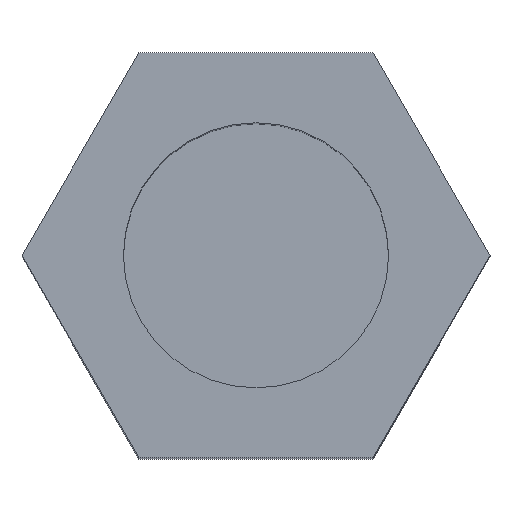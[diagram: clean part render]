
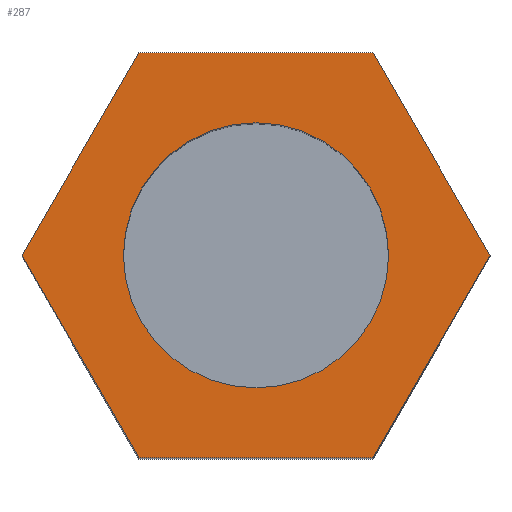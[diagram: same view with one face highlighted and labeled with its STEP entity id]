
A CAD part, top view. The second image highlights one B-rep face of the part: STEP entity #287.
In plain terms, the highlighted planar face has unit normal (0, 0, 1).
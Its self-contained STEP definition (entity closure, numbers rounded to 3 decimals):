
#148 = VERTEX_POINT('',#149);
#149 = CARTESIAN_POINT('',(1.413,2.447,10.));
#155 = EDGE_CURVE('',#148,#156,#158,.T.);
#156 = VERTEX_POINT('',#157);
#157 = CARTESIAN_POINT('',(-1.413,2.447,10.));
#158 = LINE('',#159,#160);
#159 = CARTESIAN_POINT('',(1.413,2.447,10.));
#160 = VECTOR('',#161,1.);
#161 = DIRECTION('',(-1.,0.,0.));
#179 = VERTEX_POINT('',#180);
#180 = CARTESIAN_POINT('',(2.825,0.,10.));
#186 = EDGE_CURVE('',#179,#148,#187,.T.);
#187 = LINE('',#188,#189);
#188 = CARTESIAN_POINT('',(2.825,0.,10.));
#189 = VECTOR('',#190,1.);
#190 = DIRECTION('',(-0.5,0.866,0.));
#203 = EDGE_CURVE('',#156,#204,#206,.T.);
#204 = VERTEX_POINT('',#205);
#205 = CARTESIAN_POINT('',(-2.825,0.,10.));
#206 = LINE('',#207,#208);
#207 = CARTESIAN_POINT('',(-1.413,2.447,10.));
#208 = VECTOR('',#209,1.);
#209 = DIRECTION('',(-0.5,-0.866,0.));
#227 = VERTEX_POINT('',#228);
#228 = CARTESIAN_POINT('',(1.413,-2.447,10.));
#234 = EDGE_CURVE('',#227,#179,#235,.T.);
#235 = LINE('',#236,#237);
#236 = CARTESIAN_POINT('',(1.413,-2.447,10.));
#237 = VECTOR('',#238,1.);
#238 = DIRECTION('',(0.5,0.866,0.));
#251 = EDGE_CURVE('',#204,#252,#254,.T.);
#252 = VERTEX_POINT('',#253);
#253 = CARTESIAN_POINT('',(-1.413,-2.447,10.));
#254 = LINE('',#255,#256);
#255 = CARTESIAN_POINT('',(-2.825,0.,10.));
#256 = VECTOR('',#257,1.);
#257 = DIRECTION('',(0.5,-0.866,0.));
#275 = EDGE_CURVE('',#252,#227,#276,.T.);
#276 = LINE('',#277,#278);
#277 = CARTESIAN_POINT('',(-1.413,-2.447,10.));
#278 = VECTOR('',#279,1.);
#279 = DIRECTION('',(1.,0.,0.));
#287 = ADVANCED_FACE('',(#288,#296),#307,.T.);
#288 = FACE_BOUND('',#289,.T.);
#289 = EDGE_LOOP('',(#290,#291,#292,#293,#294,#295));
#290 = ORIENTED_EDGE('',*,*,#155,.T.);
#291 = ORIENTED_EDGE('',*,*,#203,.T.);
#292 = ORIENTED_EDGE('',*,*,#251,.T.);
#293 = ORIENTED_EDGE('',*,*,#275,.T.);
#294 = ORIENTED_EDGE('',*,*,#234,.T.);
#295 = ORIENTED_EDGE('',*,*,#186,.T.);
#296 = FACE_BOUND('',#297,.T.);
#297 = EDGE_LOOP('',(#298));
#298 = ORIENTED_EDGE('',*,*,#299,.F.);
#299 = EDGE_CURVE('',#300,#300,#302,.T.);
#300 = VERTEX_POINT('',#301);
#301 = CARTESIAN_POINT('',(1.6,0.,10.));
#302 = CIRCLE('',#303,1.6);
#303 = AXIS2_PLACEMENT_3D('',#304,#305,#306);
#304 = CARTESIAN_POINT('',(0.,0.,10.));
#305 = DIRECTION('',(0.,0.,1.));
#306 = DIRECTION('',(1.,0.,0.));
#307 = PLANE('',#308);
#308 = AXIS2_PLACEMENT_3D('',#309,#310,#311);
#309 = CARTESIAN_POINT('',(0.,0.,10.));
#310 = DIRECTION('',(0.,0.,1.));
#311 = DIRECTION('',(1.,0.,0.));
